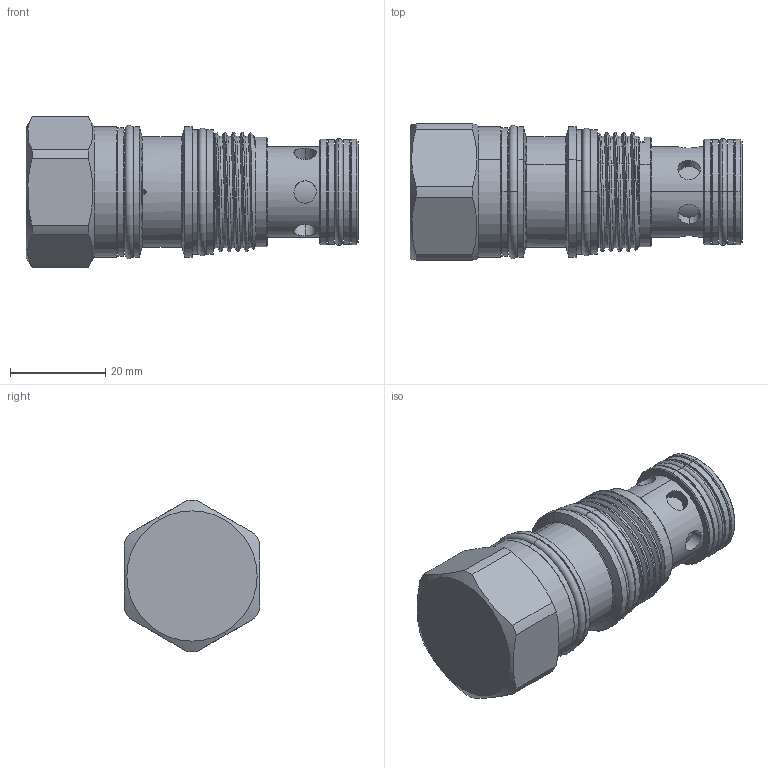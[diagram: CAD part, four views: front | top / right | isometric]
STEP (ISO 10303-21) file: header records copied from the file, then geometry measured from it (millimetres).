
FILE_DESCRIPTION (( 'STEP AP203' ), '1' );
FILE_NAME ('LC2A3C-N.STEP', '2016-05-31T02:16:39', ( '' ), ( '' ), 'SwSTEP 2.0', 'SolidWorks 2012', '' );
FILE_SCHEMA (( 'CONFIG_CONTROL_DESIGN' ));
Length unit declared in the file: millimetre
Products named in the file (1): LC2A3C-N
Bounding box: 69.8 x 28.57 x 31.79 mm (x, y, z)
Volume: 32772.2 mm3; surface area: 10869.8 mm2
Topology: 4 solids, 4 shells, 217 faces, 516 edges, 328 vertices
Faces by surface type: cylinder 112, plane 49, torus 29, cone 25, bspline 2
Entity records: 7999 total; most frequent: CARTESIAN_POINT 2947, DIRECTION 1072, ORIENTED_EDGE 1032, EDGE_CURVE 516, AXIS2_PLACEMENT_3D 454, VERTEX_POINT 328, EDGE_LOOP 244, CIRCLE 238
